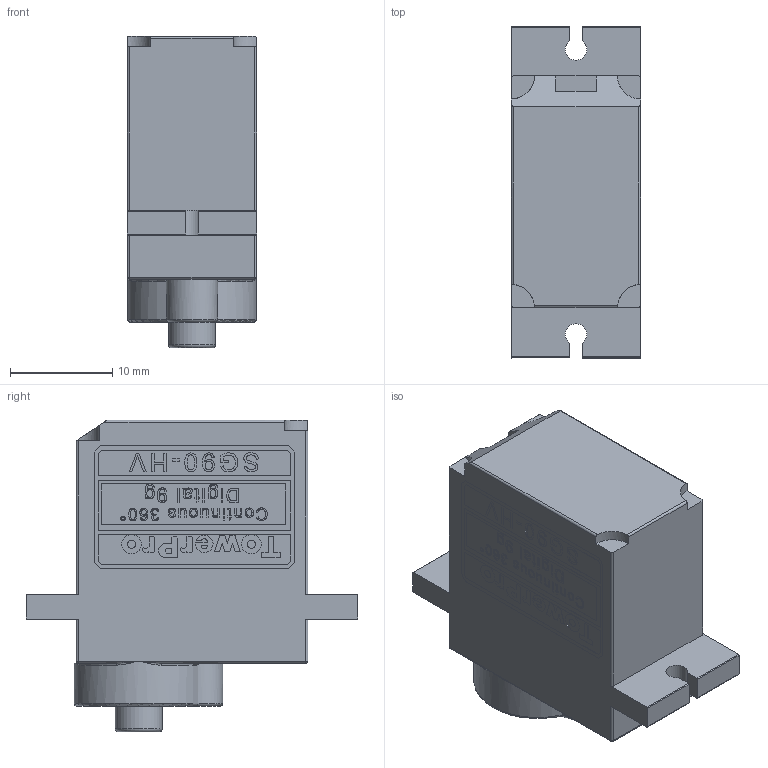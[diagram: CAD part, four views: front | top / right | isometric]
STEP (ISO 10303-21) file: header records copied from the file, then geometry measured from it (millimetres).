
FILE_DESCRIPTION(/* description */ (''),/* implementation_level */ '2;1');
FILE_NAME(/* name */ 'SG90_Servo_Motor v2.step',/* time_stamp */ '2024-02-09T15:43:53+09:00',/* author */ (''),/* organization */ (''),/* preprocessor_version */ 'ST-DEVELOPER v20',/* originating_system */ 'Autodesk Translation Framework v12.20.1.177',/* authorisation */ '');
FILE_SCHEMA (('AUTOMOTIVE_DESIGN { 1 0 10303 214 3 1 1 }'));
Length unit declared in the file: millimetre
Products named in the file (1): SG90_Servo_Motor
Bounding box: 12.6 x 32.4 x 30.4 mm (x, y, z)
Volume: 7540.7 mm3; surface area: 2756 mm2
Topology: 1 solids, 1 shells, 869 faces, 2384 edges, 1577 vertices
Faces by surface type: bspline 474, plane 340, cylinder 43, torus 8, sphere 4
Full cylindrical faces by diameter (mm): 0.8 x2, 1.8 x1, 1.9 x2, 4.6 x1
Entity records: 34338 total; most frequent: CARTESIAN_POINT 15376, ORIENTED_EDGE 4760, EDGE_CURVE 2380, DIRECTION 2311, VERTEX_POINT 1577, LINE 1325, VECTOR 1325, B_SPLINE_CURVE_WITH_KNOTS 958
